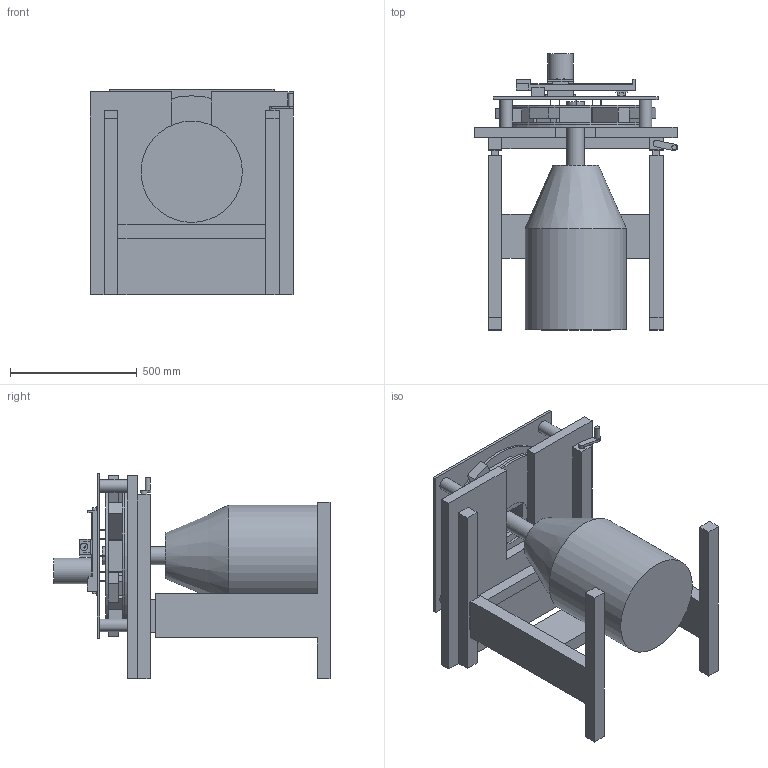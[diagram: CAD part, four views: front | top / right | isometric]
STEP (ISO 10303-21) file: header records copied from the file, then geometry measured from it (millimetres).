
FILE_DESCRIPTION(/* description */ (''),/* implementation_level */ '2;1');
FILE_NAME(/* name */ 'Setup.step',/* time_stamp */ '2017-03-06T16:56:26+01:00',/* author */ (''),/* organization */ (''),/* preprocessor_version */ 'ST-DEVELOPER v16.5',/* originating_system */ 'Autodesk Translation Framework v5.2.0.2920',/* authorisation */ '');
FILE_SCHEMA (('AUTOMOTIVE_DESIGN { 1 0 10303 214 3 1 1 }'));
Length unit declared in the file: millimetre
Products named in the file (14): Setup v4; Dewar + crystal; Table; Lycca complex; Horizontal holders; Top table; Wagon 1; KK5002; KK6005; Wagon 2; Linear guide; Wagon 3; Level for LG; Arm
Assembly tree (13 placements, depth 2):
  Setup v4
    Dewar + crystal
    Table
    Lycca complex
    Horizontal holders
    Top table
    Wagon 1
    KK5002
    KK6005
    Wagon 2
    Linear guide
    Wagon 3
    Level for LG
    Arm
Bounding box: 802.49 x 1090 x 809.8 mm (x, y, z)
Volume: 142747233.5 mm3; surface area: 7518289.4 mm2
Topology: 33 solids, 33 shells, 509 faces, 1164 edges, 775 vertices
Faces by surface type: plane 448, cylinder 60, cone 1
Full cylindrical faces by diameter (mm): 1 x1, 2 x6, 2.5 x4, 4 x16, 4.1 x12, 7.866 x2, 8 x2, 20 x1, 25 x1, 28 x1, 30 x1, 50 x4, 70 x1, 100 x1, 180 x1, 280 x1, 400 x1, 600 x3
Entity records: 14206 total; most frequent: CARTESIAN_POINT 2409, DIRECTION 2295, ORIENTED_EDGE 2202, EDGE_CURVE 1101, LINE 979, VECTOR 979, VERTEX_POINT 772, EDGE_LOOP 667
